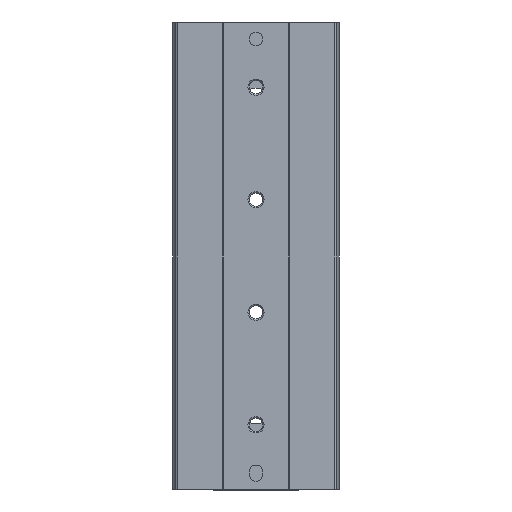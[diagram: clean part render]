
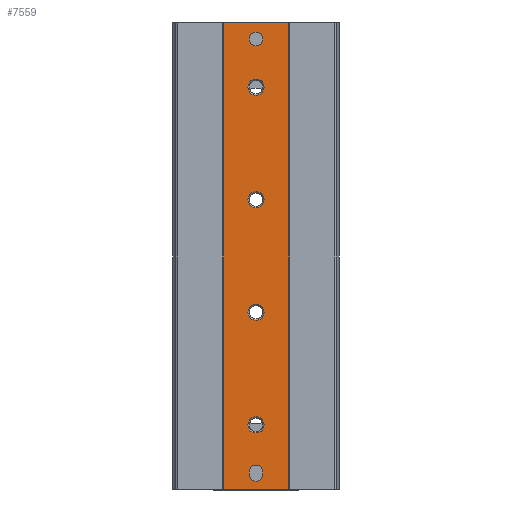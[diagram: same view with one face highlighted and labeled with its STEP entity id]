
A CAD part, front view. The second image highlights one B-rep face of the part: STEP entity #7559.
In plain terms, the highlighted planar face has unit normal (0, -1, 0).
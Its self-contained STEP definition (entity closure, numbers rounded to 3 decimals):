
#137=PLANE('',#8105);
#424=LINE('',#11382,#1122);
#425=LINE('',#11387,#1123);
#426=LINE('',#11391,#1124);
#427=LINE('',#11402,#1125);
#428=LINE('',#11404,#1126);
#429=LINE('',#11406,#1127);
#1122=VECTOR('',#8997,1000.);
#1123=VECTOR('',#9002,1000.);
#1124=VECTOR('',#9005,1000.);
#1125=VECTOR('',#9016,1000.);
#1126=VECTOR('',#9017,1000.);
#1127=VECTOR('',#9018,1000.);
#1845=ORIENTED_EDGE('',*,*,#3957,.T.);
#1846=ORIENTED_EDGE('',*,*,#3958,.T.);
#1847=ORIENTED_EDGE('',*,*,#3959,.T.);
#1848=ORIENTED_EDGE('',*,*,#3960,.T.);
#1849=ORIENTED_EDGE('',*,*,#3961,.F.);
#1850=ORIENTED_EDGE('',*,*,#3962,.T.);
#1851=ORIENTED_EDGE('',*,*,#3963,.T.);
#1852=ORIENTED_EDGE('',*,*,#3964,.T.);
#1853=ORIENTED_EDGE('',*,*,#3965,.T.);
#1854=ORIENTED_EDGE('',*,*,#3966,.F.);
#1855=ORIENTED_EDGE('',*,*,#3956,.F.);
#1856=ORIENTED_EDGE('',*,*,#3967,.T.);
#1857=ORIENTED_EDGE('',*,*,#3968,.T.);
#3956=EDGE_CURVE('',#5010,#5009,#424,.T.);
#3957=EDGE_CURVE('',#5011,#5012,#5754,.F.);
#3958=EDGE_CURVE('',#5012,#5013,#425,.T.);
#3959=EDGE_CURVE('',#5013,#5014,#5755,.F.);
#3960=EDGE_CURVE('',#5014,#5011,#426,.T.);
#3961=EDGE_CURVE('',#5015,#5015,#5756,.T.);
#3962=EDGE_CURVE('',#5016,#5016,#5757,.T.);
#3963=EDGE_CURVE('',#5017,#5017,#5758,.T.);
#3964=EDGE_CURVE('',#5018,#5018,#5759,.T.);
#3965=EDGE_CURVE('',#5019,#5019,#5760,.T.);
#3966=EDGE_CURVE('',#5009,#5020,#427,.T.);
#3967=EDGE_CURVE('',#5010,#5021,#428,.T.);
#3968=EDGE_CURVE('',#5021,#5020,#429,.T.);
#5009=VERTEX_POINT('',#11379);
#5010=VERTEX_POINT('',#11381);
#5011=VERTEX_POINT('',#11385);
#5012=VERTEX_POINT('',#11386);
#5013=VERTEX_POINT('',#11388);
#5014=VERTEX_POINT('',#11390);
#5015=VERTEX_POINT('',#11393);
#5016=VERTEX_POINT('',#11395);
#5017=VERTEX_POINT('',#11397);
#5018=VERTEX_POINT('',#11399);
#5019=VERTEX_POINT('',#11401);
#5020=VERTEX_POINT('',#11403);
#5021=VERTEX_POINT('',#11405);
#5754=CIRCLE('',#8106,2.5);
#5755=CIRCLE('',#8107,2.5);
#5756=CIRCLE('',#8108,2.5);
#5757=CIRCLE('',#8109,3.);
#5758=CIRCLE('',#8110,3.);
#5759=CIRCLE('',#8111,3.);
#5760=CIRCLE('',#8112,3.);
#6104=EDGE_LOOP('',(#1845,#1846,#1847,#1848));
#6105=EDGE_LOOP('',(#1849));
#6106=EDGE_LOOP('',(#1850));
#6107=EDGE_LOOP('',(#1851));
#6108=EDGE_LOOP('',(#1852));
#6109=EDGE_LOOP('',(#1853));
#6110=EDGE_LOOP('',(#1854,#1855,#1856,#1857));
#6752=FACE_BOUND('',#6104,.T.);
#6753=FACE_BOUND('',#6105,.T.);
#6754=FACE_BOUND('',#6106,.T.);
#6755=FACE_BOUND('',#6107,.T.);
#6756=FACE_BOUND('',#6108,.T.);
#6757=FACE_BOUND('',#6109,.T.);
#6758=FACE_BOUND('',#6110,.T.);
#7559=ADVANCED_FACE('',(#6752,#6753,#6754,#6755,#6756,#6757,#6758),#137,
 .T.);
#8105=AXIS2_PLACEMENT_3D('',#11383,#8998,#8999);
#8106=AXIS2_PLACEMENT_3D('',#11384,#9000,#9001);
#8107=AXIS2_PLACEMENT_3D('',#11389,#9003,#9004);
#8108=AXIS2_PLACEMENT_3D('',#11392,#9006,#9007);
#8109=AXIS2_PLACEMENT_3D('',#11394,#9008,#9009);
#8110=AXIS2_PLACEMENT_3D('',#11396,#9010,#9011);
#8111=AXIS2_PLACEMENT_3D('',#11398,#9012,#9013);
#8112=AXIS2_PLACEMENT_3D('',#11400,#9014,#9015);
#8997=DIRECTION('',(0.,0.,1.));
#8998=DIRECTION('',(0.,-1.,0.));
#8999=DIRECTION('',(0.,0.,-1.));
#9000=DIRECTION('',(0.,-1.,0.));
#9001=DIRECTION('',(0.,0.,-1.));
#9002=DIRECTION('',(0.,0.,1.));
#9003=DIRECTION('',(0.,-1.,0.));
#9004=DIRECTION('',(0.,0.,-1.));
#9005=DIRECTION('',(0.,0.,-1.));
#9006=DIRECTION('',(0.,-1.,0.));
#9007=DIRECTION('',(0.,0.,-1.));
#9008=DIRECTION('',(0.,1.,0.));
#9009=DIRECTION('',(0.,0.,1.));
#9010=DIRECTION('',(0.,1.,0.));
#9011=DIRECTION('',(0.,0.,1.));
#9012=DIRECTION('',(0.,1.,0.));
#9013=DIRECTION('',(0.,0.,1.));
#9014=DIRECTION('',(0.,1.,0.));
#9015=DIRECTION('',(0.,0.,1.));
#9016=DIRECTION('',(1.,0.,0.));
#9017=DIRECTION('',(1.,0.,0.));
#9018=DIRECTION('',(0.,0.,1.));
#11379=CARTESIAN_POINT('',(-12.2,0.3,0.));
#11381=CARTESIAN_POINT('',(-12.2,0.3,-174.));
#11382=CARTESIAN_POINT('',(-12.2,0.3,-174.));
#11383=CARTESIAN_POINT('',(-12.2,0.3,-174.));
#11384=CARTESIAN_POINT('',(0.,0.3,-168.5));
#11385=CARTESIAN_POINT('',(2.5,0.3,-168.5));
#11386=CARTESIAN_POINT('',(-2.5,0.3,-168.5));
#11387=CARTESIAN_POINT('',(-2.5,0.3,-174.));
#11388=CARTESIAN_POINT('',(-2.5,0.3,-167.5));
#11389=CARTESIAN_POINT('',(0.,0.3,-167.5));
#11390=CARTESIAN_POINT('',(2.5,0.3,-167.5));
#11391=CARTESIAN_POINT('',(2.5,0.3,-174.));
#11392=CARTESIAN_POINT('',(0.,0.3,-6.));
#11393=CARTESIAN_POINT('',(0.,0.3,-8.5));
#11394=CARTESIAN_POINT('',(0.,0.3,-150.));
#11395=CARTESIAN_POINT('',(0.,0.3,-147.));
#11396=CARTESIAN_POINT('',(0.,0.3,-24.));
#11397=CARTESIAN_POINT('',(0.,0.3,-21.));
#11398=CARTESIAN_POINT('',(0.,0.3,-108.));
#11399=CARTESIAN_POINT('',(0.,0.3,-105.));
#11400=CARTESIAN_POINT('',(0.,0.3,-66.));
#11401=CARTESIAN_POINT('',(0.,0.3,-63.));
#11402=CARTESIAN_POINT('',(-12.2,0.3,0.));
#11403=CARTESIAN_POINT('',(12.2,0.3,0.));
#11404=CARTESIAN_POINT('',(-12.2,0.3,-174.));
#11405=CARTESIAN_POINT('',(12.2,0.3,-174.));
#11406=CARTESIAN_POINT('',(12.2,0.3,-174.));
